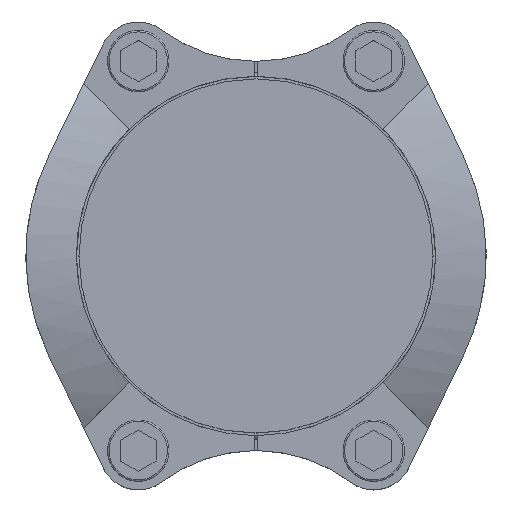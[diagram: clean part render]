
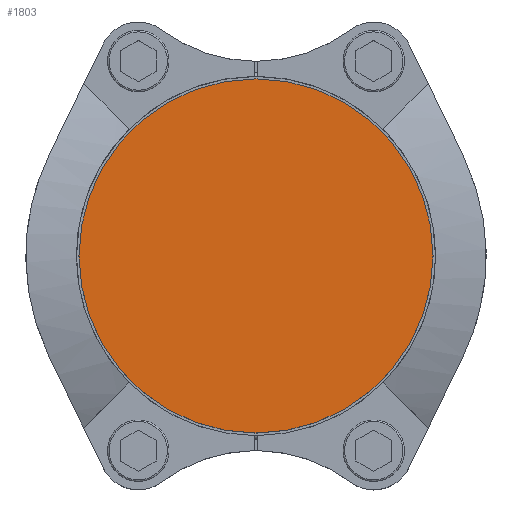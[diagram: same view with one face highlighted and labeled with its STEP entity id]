
A CAD part, top view. The second image highlights one B-rep face of the part: STEP entity #1803.
In plain terms, the highlighted planar face has unit normal (0, 0, 1).
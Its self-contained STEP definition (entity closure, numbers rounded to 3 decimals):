
#586=ORIENTED_EDGE('',*,*,#986,.F.);
#986=EDGE_CURVE('',#1195,#1195,#1334,.T.);
#1195=VERTEX_POINT('',#3003);
#1334=CIRCLE('',#2003,69.25);
#1422=EDGE_LOOP('',(#586));
#1586=FACE_BOUND('',#1422,.T.);
#1711=PLANE('',#2002);
#1803=ADVANCED_FACE('',(#1586),#1711,.F.);
#2002=AXIS2_PLACEMENT_3D('',#3001,#2389,#2390);
#2003=AXIS2_PLACEMENT_3D('',#3002,#2391,#2392);
#2389=DIRECTION('',(0.,0.,-1.));
#2390=DIRECTION('',(0.,1.,0.));
#2391=DIRECTION('',(0.,0.,-1.));
#2392=DIRECTION('',(0.,1.,0.));
#3001=CARTESIAN_POINT('',(0.,0.,28.));
#3002=CARTESIAN_POINT('',(0.,0.,28.));
#3003=CARTESIAN_POINT('',(0.,69.25,28.));
